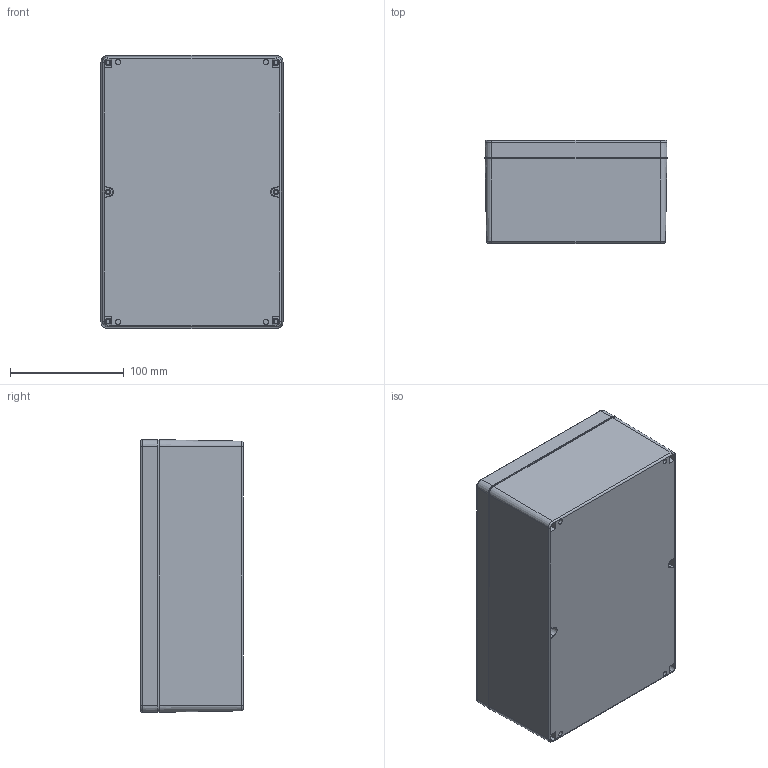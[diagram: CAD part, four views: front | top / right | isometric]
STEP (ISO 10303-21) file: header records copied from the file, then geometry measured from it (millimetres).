
FILE_DESCRIPTION (( 'STEP AP214' ), '1' );
FILE_NAME ('WC-40.STEP', '2011-09-02T17:17:10', ( 'Designer2010' ), ( '' ), 'SwSTEP 2.0', 'SolidWorks 2011', '' );
FILE_SCHEMA (( 'AUTOMOTIVE_DESIGN' ));
Length unit declared in the file: inch
Products named in the file (6): W_-40B-PCB_WP-40B*15-PCB; WC-40; W_-40B_WP-40B*15; W_-40C_WC-40C*08; SCREWS-SSM4-20; SCREWS-SSM4-20-6
Assembly tree (10 placements, depth 3):
  WC-40
    W_-40B_WP-40B*15
    W_-40C_WC-40C*08
    W_-40B-PCB_WP-40B*15-PCB
    SCREWS-SSM4-20-6
      SCREWS-SSM4-20  x6
Bounding box: 159.82 x 90.24 x 239.73 mm (x, y, z)
Volume: 543386.6 mm3; surface area: 399188.7 mm2
Topology: 20 solids, 20 shells, 891 faces, 2108 edges, 1356 vertices
Faces by surface type: plane 443, cylinder 209, cone 157, bspline 56, torus 26
Full cylindrical faces by diameter (mm): 2 x8, 2.5 x25, 3.3 x6, 3.429 x25, 3.5 x6, 3.7 x6, 3.988 x8, 4 x6, 4.5 x16, 5.08 x12, 7.9 x6, 15.875 x1
Entity records: 23218 total; most frequent: CARTESIAN_POINT 4964, DIRECTION 3512, ORIENTED_EDGE 3090, EDGE_CURVE 1545, AXIS2_PLACEMENT_3D 1415, VERTEX_POINT 1099, EDGE_LOOP 1080, FACE_OUTER_BOUND 844
